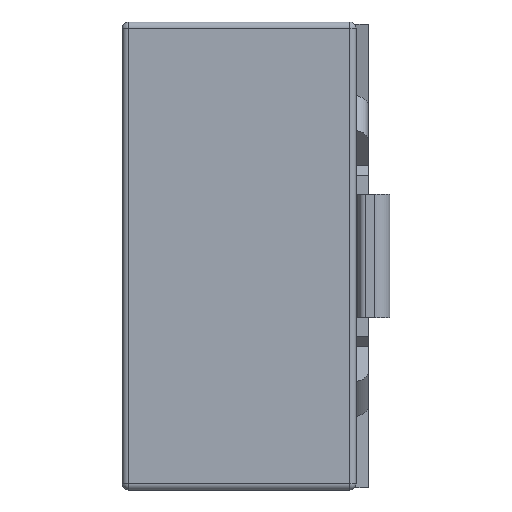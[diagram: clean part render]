
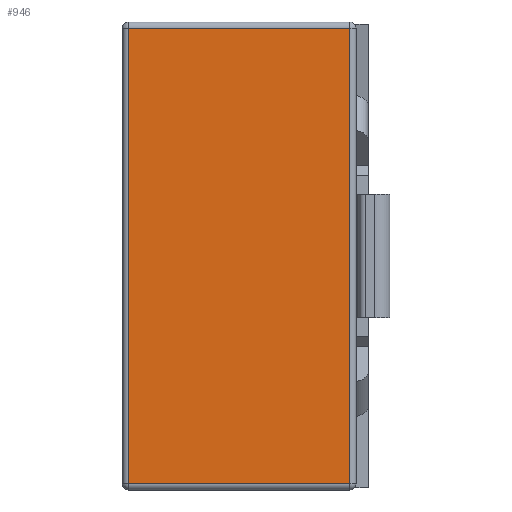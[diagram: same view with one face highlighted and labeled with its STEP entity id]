
A CAD part, left-side view. The second image highlights one B-rep face of the part: STEP entity #946.
In plain terms, the highlighted planar face has unit normal (-1, 0, 0).
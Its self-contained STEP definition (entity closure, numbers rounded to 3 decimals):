
#538 = VERTEX_POINT ( 'NONE', #1175 ) ;
#760 = ORIENTED_EDGE ( 'NONE', *, *, #983, .T. ) ;
#806 = DIRECTION ( 'NONE',  ( 0., 0., -1. ) ) ;
#836 = CARTESIAN_POINT ( 'NONE',  ( -3.8, 4.25, -3.8 ) ) ;
#946 = ADVANCED_FACE ( 'NONE', ( #2195 ), #4256, .F. ) ;
#983 = EDGE_CURVE ( 'NONE', #5678, #2331, #5172, .T. ) ;
#1046 = ORIENTED_EDGE ( 'NONE', *, *, #6305, .T. ) ;
#1175 = CARTESIAN_POINT ( 'NONE',  ( -3.8, 0.65, 3.7 ) ) ;
#1240 = ORIENTED_EDGE ( 'NONE', *, *, #4283, .T. ) ;
#1250 = ORIENTED_EDGE ( 'NONE', *, *, #4752, .T. ) ;
#1312 = CARTESIAN_POINT ( 'NONE',  ( -3.8, 15.098, 3.7 ) ) ;
#1417 = VECTOR ( 'NONE', #2436, 1000. ) ;
#1883 = CARTESIAN_POINT ( 'NONE',  ( -3.8, 15.098, -3.7 ) ) ;
#2195 = FACE_OUTER_BOUND ( 'NONE', #4820, .T. ) ;
#2331 = VERTEX_POINT ( 'NONE', #3222 ) ;
#2436 = DIRECTION ( 'NONE',  ( 0., 1., 0. ) ) ;
#2804 = CARTESIAN_POINT ( 'NONE',  ( -3.8, 0.65, -3.7 ) ) ;
#2922 = LINE ( 'NONE', #1312, #1417 ) ;
#3222 = CARTESIAN_POINT ( 'NONE',  ( -3.8, 4.25, -3.7 ) ) ;
#3489 = CARTESIAN_POINT ( 'NONE',  ( -3.8, 0.65, -3.8 ) ) ;
#3685 = VECTOR ( 'NONE', #5933, 1000. ) ;
#3858 = AXIS2_PLACEMENT_3D ( 'NONE', #5211, #5310, #806 ) ;
#3875 = LINE ( 'NONE', #1883, #4850 ) ;
#3876 = LINE ( 'NONE', #3489, #3685 ) ;
#4256 = PLANE ( 'NONE',  #3858 ) ;
#4283 = EDGE_CURVE ( 'NONE', #4698, #538, #3876, .T. ) ;
#4309 = DIRECTION ( 'NONE',  ( 0., -1., 0. ) ) ;
#4698 = VERTEX_POINT ( 'NONE', #2804 ) ;
#4752 = EDGE_CURVE ( 'NONE', #2331, #4698, #3875, .T. ) ;
#4820 = EDGE_LOOP ( 'NONE', ( #760, #1250, #1240, #1046 ) ) ;
#4850 = VECTOR ( 'NONE', #4309, 1000. ) ;
#5009 = VECTOR ( 'NONE', #5918, 1000. ) ;
#5172 = LINE ( 'NONE', #836, #5009 ) ;
#5211 = CARTESIAN_POINT ( 'NONE',  ( -3.8, 15.098, -3.8 ) ) ;
#5310 = DIRECTION ( 'NONE',  ( 1., 0., 0. ) ) ;
#5678 = VERTEX_POINT ( 'NONE', #6447 ) ;
#5918 = DIRECTION ( 'NONE',  ( 0., 0., -1. ) ) ;
#5933 = DIRECTION ( 'NONE',  ( 0., 0., 1. ) ) ;
#6305 = EDGE_CURVE ( 'NONE', #538, #5678, #2922, .T. ) ;
#6447 = CARTESIAN_POINT ( 'NONE',  ( -3.8, 4.25, 3.7 ) ) ;
